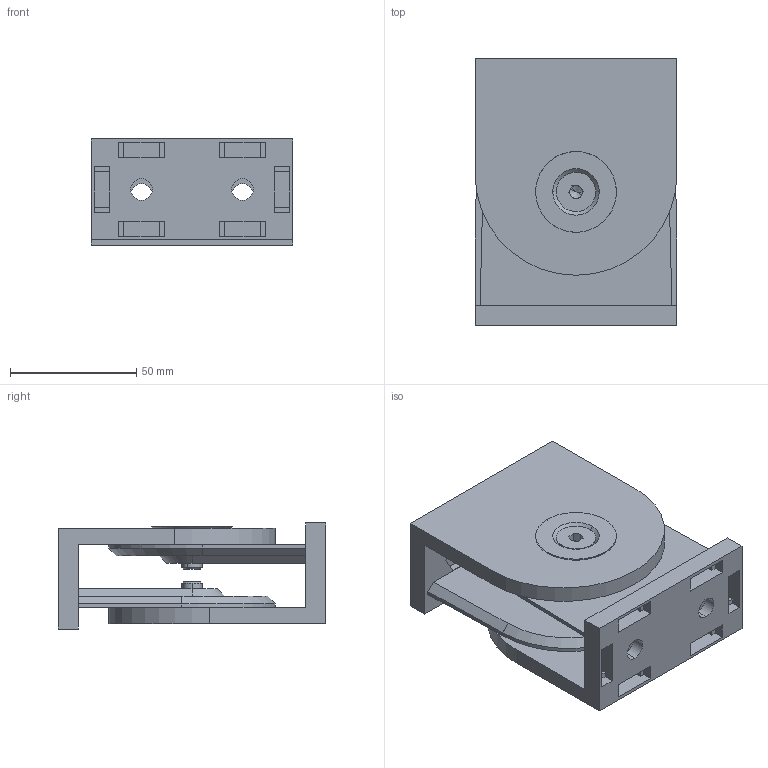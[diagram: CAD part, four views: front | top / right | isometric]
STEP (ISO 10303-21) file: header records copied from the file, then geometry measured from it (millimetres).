
FILE_DESCRIPTION (( 'STEP AP214' ), '1' );
FILE_NAME ('B116 Øàðíèðíûé ñîåäèíèòåëü 40õ80.STEP', '2026-02-19T12:12:12', ( '' ), ( '' ), 'SwSTEP 2.0', 'SolidWorks 2026', '' );
FILE_SCHEMA (( 'AUTOMOTIVE_DESIGN' ));
Length unit declared in the file: millimetre
Products named in the file (4): B116 Шарнирный соединитель 40х80; socket countersunk head screw_din_DIN 7991 - M8 x 16 --- 16N; B116 Половины корпуса_00; B116 Соединение_00
Assembly tree (6 placements, depth 2):
  B116 Шарнирный соединитель 40х80
    B116 Половины корпуса_00  x2
    B116 Соединение_00  x2
    socket countersunk head screw_din_DIN 7991 - M8 x 16 --- 16N  x2
Bounding box: 80 x 106 x 42 mm (x, y, z)
Volume: 164615.5 mm3; surface area: 71420.3 mm2
Topology: 6 solids, 6 shells, 342 faces, 882 edges, 570 vertices
Faces by surface type: plane 250, cylinder 52, cone 32, bspline 4, torus 4
Entity records: 5325 total; most frequent: CARTESIAN_POINT 962, ORIENTED_EDGE 878, DIRECTION 868, EDGE_CURVE 439, VECTOR 342, LINE 342, VERTEX_POINT 285, AXIS2_PLACEMENT_3D 263
